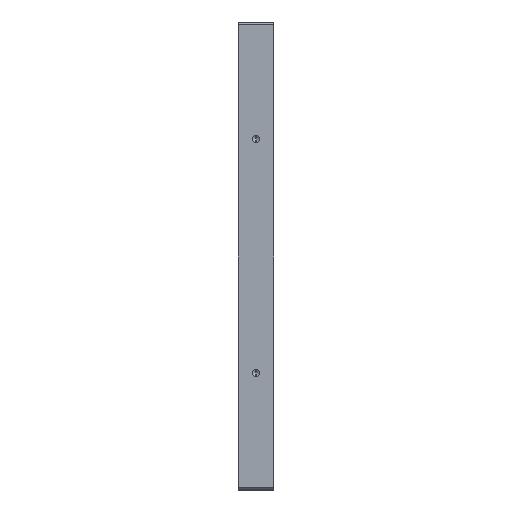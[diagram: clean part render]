
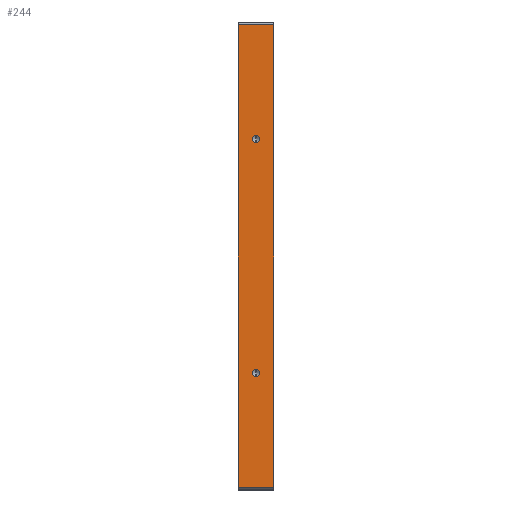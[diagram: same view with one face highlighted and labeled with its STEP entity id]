
A CAD part, left-side view. The second image highlights one B-rep face of the part: STEP entity #244.
In plain terms, the highlighted planar face has unit normal (-1, 0, 0).
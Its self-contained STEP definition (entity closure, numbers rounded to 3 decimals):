
#35 = VERTEX_POINT ( 'NONE', #2161 ) ;
#45 = VERTEX_POINT ( 'NONE', #1181 ) ;
#89 = CIRCLE ( 'NONE', #1398, 1.25 ) ;
#91 = AXIS2_PLACEMENT_3D ( 'NONE', #498, #2204, #2464 ) ;
#94 = DIRECTION ( 'NONE',  ( 0., 0., -1. ) ) ;
#232 = LINE ( 'NONE', #1529, #543 ) ;
#244 = ADVANCED_FACE ( 'NONE', ( #905, #537, #1492 ), #1571, .F. ) ;
#323 = AXIS2_PLACEMENT_3D ( 'NONE', #1259, #2484, #2711 ) ;
#362 = DIRECTION ( 'NONE',  ( 0., 0., 1. ) ) ;
#404 = AXIS2_PLACEMENT_3D ( 'NONE', #1070, #2551, #94 ) ;
#437 = AXIS2_PLACEMENT_3D ( 'NONE', #2083, #1345, #2342 ) ;
#498 = CARTESIAN_POINT ( 'NONE',  ( -150., 6., -40. ) ) ;
#510 = CIRCLE ( 'NONE', #437, 1.25 ) ;
#535 = ORIENTED_EDGE ( 'NONE', *, *, #2513, .T. ) ;
#537 = FACE_BOUND ( 'NONE', #1599, .T. ) ;
#543 = VECTOR ( 'NONE', #362, 1000. ) ;
#553 = EDGE_CURVE ( 'NONE', #1801, #955, #1836, .T. ) ;
#645 = EDGE_LOOP ( 'NONE', ( #1770, #1748 ) ) ;
#646 = CARTESIAN_POINT ( 'NONE',  ( -150., 0., -79. ) ) ;
#905 = FACE_BOUND ( 'NONE', #645, .T. ) ;
#914 = CIRCLE ( 'NONE', #323, 1.25 ) ;
#955 = VERTEX_POINT ( 'NONE', #1257 ) ;
#1070 = CARTESIAN_POINT ( 'NONE',  ( -150., 12., 79. ) ) ;
#1137 = DIRECTION ( 'NONE',  ( 0., -1., 0. ) ) ;
#1181 = CARTESIAN_POINT ( 'NONE',  ( -150., 6., -41.25 ) ) ;
#1257 = CARTESIAN_POINT ( 'NONE',  ( -150., 0., 79. ) ) ;
#1259 = CARTESIAN_POINT ( 'NONE',  ( -150., 6., 40. ) ) ;
#1345 = DIRECTION ( 'NONE',  ( -1., 0., 0. ) ) ;
#1349 = CIRCLE ( 'NONE', #91, 1.25 ) ;
#1360 = DIRECTION ( 'NONE',  ( -1., 0., 0. ) ) ;
#1398 = AXIS2_PLACEMENT_3D ( 'NONE', #2339, #1360, #1658 ) ;
#1400 = VECTOR ( 'NONE', #2314, 1000. ) ;
#1421 = VECTOR ( 'NONE', #1137, 1000. ) ;
#1447 = DIRECTION ( 'NONE',  ( 0., 0., 1. ) ) ;
#1454 = VERTEX_POINT ( 'NONE', #2964 ) ;
#1490 = CARTESIAN_POINT ( 'NONE',  ( -150., 12., 79. ) ) ;
#1492 = FACE_OUTER_BOUND ( 'NONE', #1598, .T. ) ;
#1524 = ORIENTED_EDGE ( 'NONE', *, *, #2846, .T. ) ;
#1529 = CARTESIAN_POINT ( 'NONE',  ( -150., 0., 79. ) ) ;
#1530 = EDGE_CURVE ( 'NONE', #45, #3179, #1349, .T. ) ;
#1571 = PLANE ( 'NONE',  #404 ) ;
#1598 = EDGE_LOOP ( 'NONE', ( #1524, #2343, #1871, #535 ) ) ;
#1599 = EDGE_LOOP ( 'NONE', ( #2177, #1726 ) ) ;
#1658 = DIRECTION ( 'NONE',  ( 0., 0., 1. ) ) ;
#1726 = ORIENTED_EDGE ( 'NONE', *, *, #1922, .F. ) ;
#1748 = ORIENTED_EDGE ( 'NONE', *, *, #1530, .F. ) ;
#1760 = VERTEX_POINT ( 'NONE', #646 ) ;
#1770 = ORIENTED_EDGE ( 'NONE', *, *, #3020, .F. ) ;
#1786 = CARTESIAN_POINT ( 'NONE',  ( -150., 12., -79. ) ) ;
#1801 = VERTEX_POINT ( 'NONE', #3086 ) ;
#1836 = LINE ( 'NONE', #2798, #1400 ) ;
#1871 = ORIENTED_EDGE ( 'NONE', *, *, #2123, .F. ) ;
#1876 = CARTESIAN_POINT ( 'NONE',  ( -150., 12., -79. ) ) ;
#1922 = EDGE_CURVE ( 'NONE', #35, #1454, #89, .T. ) ;
#2083 = CARTESIAN_POINT ( 'NONE',  ( -150., 6., -40. ) ) ;
#2123 = EDGE_CURVE ( 'NONE', #2875, #1801, #3100, .T. ) ;
#2161 = CARTESIAN_POINT ( 'NONE',  ( -150., 6., 38.75 ) ) ;
#2177 = ORIENTED_EDGE ( 'NONE', *, *, #3139, .F. ) ;
#2204 = DIRECTION ( 'NONE',  ( -1., 0., 0. ) ) ;
#2237 = CARTESIAN_POINT ( 'NONE',  ( -150., 6., -38.75 ) ) ;
#2314 = DIRECTION ( 'NONE',  ( 0., -1., 0. ) ) ;
#2339 = CARTESIAN_POINT ( 'NONE',  ( -150., 6., 40. ) ) ;
#2342 = DIRECTION ( 'NONE',  ( 0., 0., 1. ) ) ;
#2343 = ORIENTED_EDGE ( 'NONE', *, *, #553, .F. ) ;
#2426 = VECTOR ( 'NONE', #1447, 1000. ) ;
#2464 = DIRECTION ( 'NONE',  ( 0., 0., 1. ) ) ;
#2484 = DIRECTION ( 'NONE',  ( -1., 0., 0. ) ) ;
#2513 = EDGE_CURVE ( 'NONE', #2875, #1760, #2538, .T. ) ;
#2538 = LINE ( 'NONE', #1876, #1421 ) ;
#2551 = DIRECTION ( 'NONE',  ( 1., 0., 0. ) ) ;
#2711 = DIRECTION ( 'NONE',  ( 0., 0., 1. ) ) ;
#2798 = CARTESIAN_POINT ( 'NONE',  ( -150., 12., 79. ) ) ;
#2846 = EDGE_CURVE ( 'NONE', #1760, #955, #232, .T. ) ;
#2875 = VERTEX_POINT ( 'NONE', #1786 ) ;
#2964 = CARTESIAN_POINT ( 'NONE',  ( -150., 6., 41.25 ) ) ;
#3020 = EDGE_CURVE ( 'NONE', #3179, #45, #510, .T. ) ;
#3086 = CARTESIAN_POINT ( 'NONE',  ( -150., 12., 79. ) ) ;
#3100 = LINE ( 'NONE', #1490, #2426 ) ;
#3139 = EDGE_CURVE ( 'NONE', #1454, #35, #914, .T. ) ;
#3179 = VERTEX_POINT ( 'NONE', #2237 ) ;
